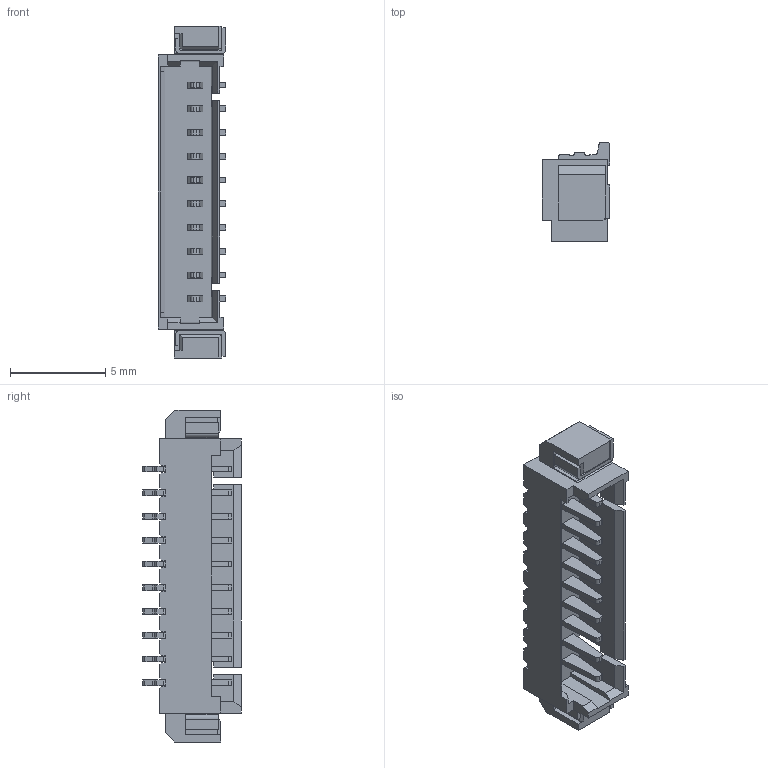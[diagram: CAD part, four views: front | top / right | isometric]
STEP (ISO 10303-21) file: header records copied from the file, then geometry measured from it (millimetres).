
FILE_DESCRIPTION((''),'2;1');
FILE_NAME('1_25-8P_3D_','2022-10-14T',('admin'),(''),'PRO/ENGINEER BY PARAMETRIC TECHNOLOGY CORPORATION, 2010280','PRO/ENGINEER BY PARAMETRIC TECHNOLOGY CORPORATION, 2010280','');
FILE_SCHEMA(('CONFIG_CONTROL_DESIGN'));
Length unit declared in the file: millimetre
Products named in the file (1): 1_25-8P_3D_
Bounding box: 3.56 x 5.21 x 17.47 mm (x, y, z)
Volume: 117.4 mm3; surface area: 519.3 mm2
Topology: 1 solids, 1 shells, 662 faces, 2048 edges, 1362 vertices
Faces by surface type: plane 438, cylinder 224
Entity records: 22974 total; most frequent: ORIENTED_EDGE 4096, CARTESIAN_POINT 4072, DIRECTION 3844, EDGE_CURVE 2048, VECTOR 1576, LINE 1576, VERTEX_POINT 1362, AXIS2_PLACEMENT_3D 1134
